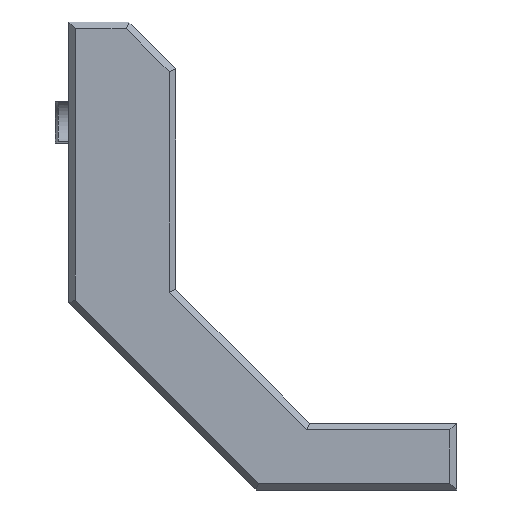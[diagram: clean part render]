
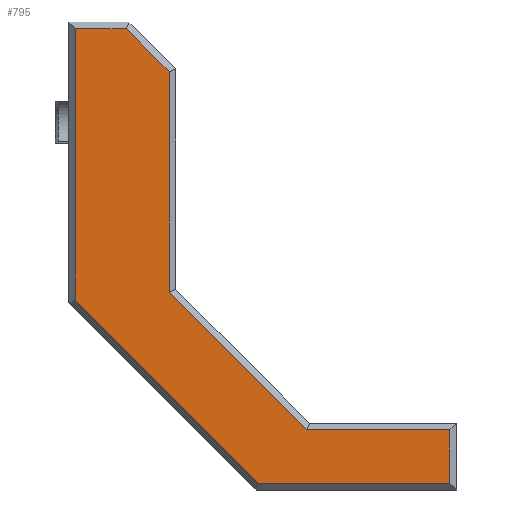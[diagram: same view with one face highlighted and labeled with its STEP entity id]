
A CAD part, front view. The second image highlights one B-rep face of the part: STEP entity #795.
In plain terms, the highlighted planar face has unit normal (0, -1, 0).
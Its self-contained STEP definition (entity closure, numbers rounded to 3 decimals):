
#40=LINE('',#1210,#129);
#44=LINE('',#1218,#133);
#49=LINE('',#1227,#138);
#50=LINE('',#1231,#139);
#54=LINE('',#1239,#143);
#58=LINE('',#1246,#147);
#60=LINE('',#1250,#149);
#63=LINE('',#1254,#152);
#64=LINE('',#1256,#153);
#129=VECTOR('',#965,10.);
#133=VECTOR('',#971,10.);
#138=VECTOR('',#978,10.);
#139=VECTOR('',#981,10.);
#143=VECTOR('',#987,10.);
#147=VECTOR('',#993,10.);
#149=VECTOR('',#997,10.);
#152=VECTOR('',#1002,10.);
#153=VECTOR('',#1005,10.);
#220=PLANE('',#871);
#266=FACE_OUTER_BOUND('',#317,.T.);
#317=EDGE_LOOP('',(#667,#668,#669,#670,#671,#672,#673,#674,#675));
#388=VERTEX_POINT('',#1208);
#389=VERTEX_POINT('',#1209);
#392=VERTEX_POINT('',#1217);
#395=VERTEX_POINT('',#1225);
#396=VERTEX_POINT('',#1229);
#397=VERTEX_POINT('',#1230);
#400=VERTEX_POINT('',#1238);
#402=VERTEX_POINT('',#1245);
#403=VERTEX_POINT('',#1249);
#466=EDGE_CURVE('',#388,#389,#40,.T.);
#470=EDGE_CURVE('',#389,#392,#44,.T.);
#475=EDGE_CURVE('',#395,#388,#49,.T.);
#476=EDGE_CURVE('',#396,#397,#50,.T.);
#480=EDGE_CURVE('',#397,#400,#54,.T.);
#484=EDGE_CURVE('',#400,#402,#58,.T.);
#486=EDGE_CURVE('',#402,#403,#60,.T.);
#489=EDGE_CURVE('',#403,#395,#63,.T.);
#490=EDGE_CURVE('',#392,#396,#64,.T.);
#667=ORIENTED_EDGE('',*,*,#476,.F.);
#668=ORIENTED_EDGE('',*,*,#490,.F.);
#669=ORIENTED_EDGE('',*,*,#470,.F.);
#670=ORIENTED_EDGE('',*,*,#466,.F.);
#671=ORIENTED_EDGE('',*,*,#475,.F.);
#672=ORIENTED_EDGE('',*,*,#489,.F.);
#673=ORIENTED_EDGE('',*,*,#486,.F.);
#674=ORIENTED_EDGE('',*,*,#484,.F.);
#675=ORIENTED_EDGE('',*,*,#480,.F.);
#795=ADVANCED_FACE('',(#266),#220,.T.);
#871=AXIS2_PLACEMENT_3D('',#1287,#1034,#1035);
#965=DIRECTION('',(0.,0.,-1.));
#971=DIRECTION('',(-1.,0.,0.));
#978=DIRECTION('',(1.,0.,0.));
#981=DIRECTION('',(0.,0.,1.));
#987=DIRECTION('',(1.,0.,0.));
#993=DIRECTION('',(0.707,0.,-0.707));
#997=DIRECTION('',(0.,0.,-1.));
#1002=DIRECTION('',(0.707,0.,-0.707));
#1005=DIRECTION('',(-0.707,0.,0.707));
#1034=DIRECTION('center_axis',(0.,-1.,0.));
#1035=DIRECTION('ref_axis',(-1.,0.,0.));
#1208=CARTESIAN_POINT('',(-71.5,-62.95,-166.95));
#1209=CARTESIAN_POINT('',(-71.5,-62.95,-170.95));
#1210=CARTESIAN_POINT('',(-71.5,-62.95,-167.45));
#1217=CARTESIAN_POINT('',(-85.793,-62.95,-170.95));
#1218=CARTESIAN_POINT('',(-78.25,-62.95,-170.95));
#1225=CARTESIAN_POINT('',(-82.207,-62.95,-166.95));
#1227=CARTESIAN_POINT('',(-78.25,-62.95,-166.95));
#1229=CARTESIAN_POINT('',(-99.5,-62.95,-157.243));
#1230=CARTESIAN_POINT('',(-99.5,-62.95,-136.95));
#1231=CARTESIAN_POINT('',(-99.5,-62.95,-167.45));
#1238=CARTESIAN_POINT('',(-95.707,-62.95,-136.95));
#1239=CARTESIAN_POINT('',(-83.5,-62.95,-136.95));
#1245=CARTESIAN_POINT('',(-92.5,-62.95,-140.157));
#1246=CARTESIAN_POINT('',(-81.104,-62.95,-151.554));
#1249=CARTESIAN_POINT('',(-92.5,-62.95,-156.657));
#1250=CARTESIAN_POINT('',(-92.5,-62.95,-167.45));
#1254=CARTESIAN_POINT('',(-81.854,-62.95,-167.304));
#1256=CARTESIAN_POINT('',(-86.396,-62.95,-170.346));
#1287=CARTESIAN_POINT('Origin',(-71.,-62.95,-167.45));
